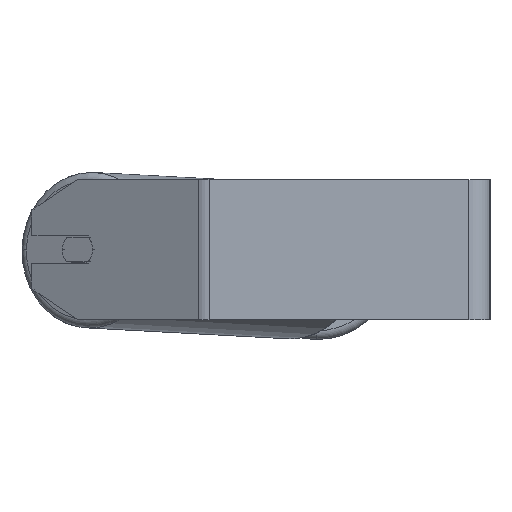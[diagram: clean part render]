
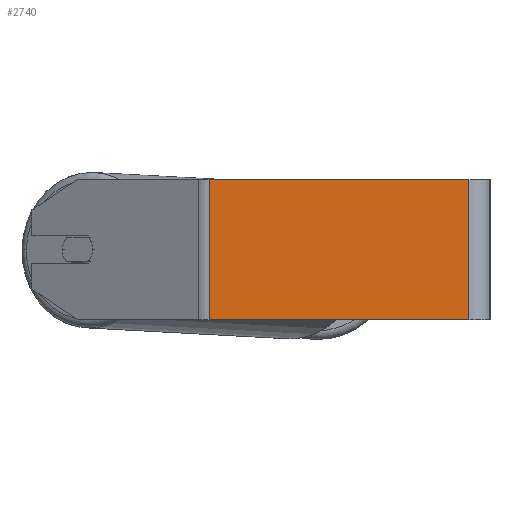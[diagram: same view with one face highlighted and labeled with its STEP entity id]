
A CAD part, left-side view. The second image highlights one B-rep face of the part: STEP entity #2740.
In plain terms, the highlighted planar face has unit normal (-1, 0, 0).
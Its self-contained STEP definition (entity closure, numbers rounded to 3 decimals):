
#25 = LINE ( 'NONE', #5374, #3043 ) ;
#214 = DIRECTION ( 'NONE',  ( 0., 0., -1. ) ) ;
#363 = CARTESIAN_POINT ( 'NONE',  ( -415., 12., -40. ) ) ;
#545 = DIRECTION ( 'NONE',  ( 0., -1., 0. ) ) ;
#904 = VERTEX_POINT ( 'NONE', #3377 ) ;
#1011 = ORIENTED_EDGE ( 'NONE', *, *, #1647, .T. ) ;
#1160 = EDGE_CURVE ( 'NONE', #904, #4779, #7920, .T. ) ;
#1271 = ORIENTED_EDGE ( 'NONE', *, *, #4451, .F. ) ;
#1647 = EDGE_CURVE ( 'NONE', #7363, #5156, #2638, .T. ) ;
#1660 = DIRECTION ( 'NONE',  ( 0., -1., 0. ) ) ;
#1890 = EDGE_CURVE ( 'NONE', #5156, #4779, #2823, .T. ) ;
#2151 = CARTESIAN_POINT ( 'NONE',  ( -415., 163.758, -40. ) ) ;
#2209 = FACE_OUTER_BOUND ( 'NONE', #3424, .T. ) ;
#2443 = VECTOR ( 'NONE', #4592, 1000. ) ;
#2506 = ORIENTED_EDGE ( 'NONE', *, *, #1890, .T. ) ;
#2638 = LINE ( 'NONE', #8755, #6415 ) ;
#2740 = ADVANCED_FACE ( 'NONE', ( #2209 ), #5616, .F. ) ;
#2805 = CARTESIAN_POINT ( 'NONE',  ( -415., 160.542, 40. ) ) ;
#2823 = LINE ( 'NONE', #2151, #6424 ) ;
#3043 = VECTOR ( 'NONE', #545, 1000. ) ;
#3377 = CARTESIAN_POINT ( 'NONE',  ( -415., 12., 40. ) ) ;
#3424 = EDGE_LOOP ( 'NONE', ( #2506, #5210, #1271, #1011 ) ) ;
#4451 = EDGE_CURVE ( 'NONE', #7363, #904, #25, .T. ) ;
#4457 = CARTESIAN_POINT ( 'NONE',  ( -415., 160.542, -40. ) ) ;
#4592 = DIRECTION ( 'NONE',  ( 0., 0., -1. ) ) ;
#4779 = VERTEX_POINT ( 'NONE', #363 ) ;
#4879 = AXIS2_PLACEMENT_3D ( 'NONE', #6197, #8363, #214 ) ;
#5156 = VERTEX_POINT ( 'NONE', #4457 ) ;
#5210 = ORIENTED_EDGE ( 'NONE', *, *, #1160, .F. ) ;
#5374 = CARTESIAN_POINT ( 'NONE',  ( -415., 163.758, 40. ) ) ;
#5426 = DIRECTION ( 'NONE',  ( 0., 0., -1. ) ) ;
#5616 = PLANE ( 'NONE',  #4879 ) ;
#6197 = CARTESIAN_POINT ( 'NONE',  ( -415., 163.758, 40. ) ) ;
#6415 = VECTOR ( 'NONE', #5426, 1000. ) ;
#6424 = VECTOR ( 'NONE', #1660, 1000. ) ;
#7363 = VERTEX_POINT ( 'NONE', #2805 ) ;
#7920 = LINE ( 'NONE', #8499, #2443 ) ;
#8363 = DIRECTION ( 'NONE',  ( 1., 0., 0. ) ) ;
#8499 = CARTESIAN_POINT ( 'NONE',  ( -415., 12., 40. ) ) ;
#8755 = CARTESIAN_POINT ( 'NONE',  ( -415., 160.542, 40. ) ) ;
